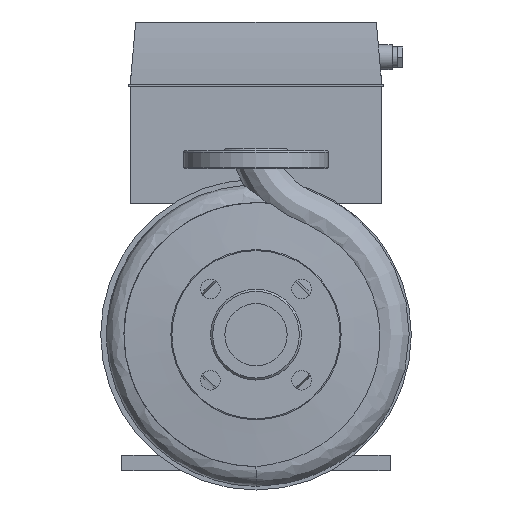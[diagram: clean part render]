
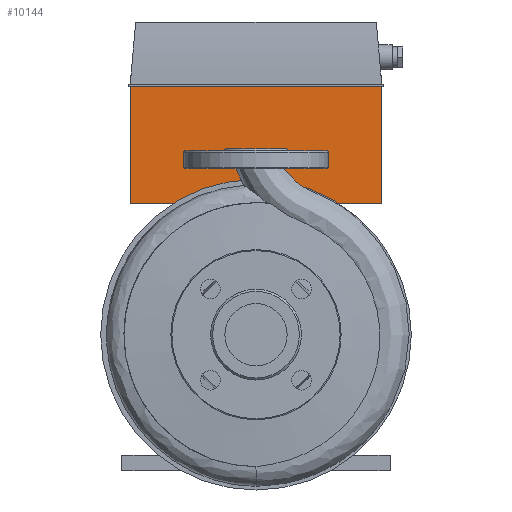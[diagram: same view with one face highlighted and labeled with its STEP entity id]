
A CAD part, left-side view. The second image highlights one B-rep face of the part: STEP entity #10144.
In plain terms, the highlighted planar face has unit normal (-1, 0, 0).
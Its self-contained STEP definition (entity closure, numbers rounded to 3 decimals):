
#934=LINE('',#20441,#1833);
#941=LINE('',#20459,#1840);
#944=LINE('',#20465,#1843);
#945=LINE('',#20466,#1844);
#1833=VECTOR('',#13916,10.);
#1840=VECTOR('',#13941,10.);
#1843=VECTOR('',#13946,10.);
#1844=VECTOR('',#13947,10.);
#2342=PLANE('',#11130);
#3058=FACE_OUTER_BOUND('',#3762,.T.);
#3762=EDGE_LOOP('',(#9364,#9365,#9366,#9367));
#5135=VERTEX_POINT('',#20437);
#5137=VERTEX_POINT('',#20440);
#5139=VERTEX_POINT('',#20458);
#5141=VERTEX_POINT('',#20464);
#6543=EDGE_CURVE('',#5137,#5135,#934,.T.);
#6552=EDGE_CURVE('',#5139,#5137,#941,.T.);
#6555=EDGE_CURVE('',#5135,#5141,#944,.T.);
#6556=EDGE_CURVE('',#5141,#5139,#945,.T.);
#9364=ORIENTED_EDGE('',*,*,#6543,.T.);
#9365=ORIENTED_EDGE('',*,*,#6555,.T.);
#9366=ORIENTED_EDGE('',*,*,#6556,.T.);
#9367=ORIENTED_EDGE('',*,*,#6552,.T.);
#10144=ADVANCED_FACE('',(#3058),#2342,.T.);
#11130=AXIS2_PLACEMENT_3D('',#20463,#13944,#13945);
#13916=DIRECTION('',(0.,1.,0.));
#13941=DIRECTION('',(0.,0.,1.));
#13944=DIRECTION('center_axis',(-1.,0.,0.));
#13945=DIRECTION('ref_axis',(0.,0.,1.));
#13946=DIRECTION('',(0.,0.,-1.));
#13947=DIRECTION('',(0.,-1.,0.));
#20437=CARTESIAN_POINT('',(243.5,122.,372.4));
#20440=CARTESIAN_POINT('',(243.5,-122.,372.4));
#20441=CARTESIAN_POINT('',(243.5,0.,372.4));
#20458=CARTESIAN_POINT('',(243.5,-122.,259.));
#20459=CARTESIAN_POINT('',(243.5,-122.,259.));
#20463=CARTESIAN_POINT('Origin',(243.5,0.,373.4));
#20464=CARTESIAN_POINT('',(243.5,122.,259.));
#20465=CARTESIAN_POINT('',(243.5,122.,259.));
#20466=CARTESIAN_POINT('',(243.5,0.,259.));
